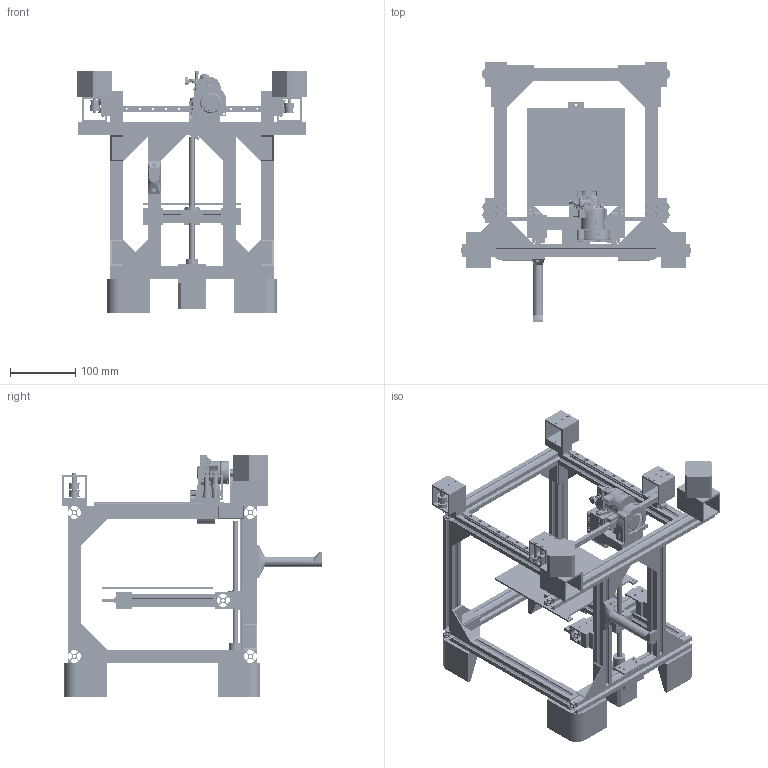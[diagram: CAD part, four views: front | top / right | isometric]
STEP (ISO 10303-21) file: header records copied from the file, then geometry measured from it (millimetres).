
FILE_DESCRIPTION(/* description */ (''),/* implementation_level */ '2;1');
FILE_NAME(/* name */ 'full v12.step',/* time_stamp */ '2025-10-05T16:24:10-07:00',/* author */ (''),/* organization */ (''),/* preprocessor_version */ 'ST-DEVELOPER v20.1',/* originating_system */ 'Autodesk Translation Framework v14.17.0.0',/* authorisation */ '');
FILE_SCHEMA (('AUTOMOTIVE_DESIGN { 1 0 10303 214 3 1 1 }'));
Products named in the file (148): full; y_top_left; x_top_front; y_top_right; x axis; mgn9-250mm; x pulley assy; x pulley assy_1; x pulley tube; x short-side spacer; x tall-side bearing holder; x tall-side spacer; LC pulley assy; LC large bearing holder (lower); LC spacer; RC pulley assy; corner pulley tube; m3; f695; f696; x short-side/c small bearing holder; RC large bearing holder (upper); RC spacer; corner pulley foundation; print head; Orbiter v2.0 mockup; Orbiter V2.0 Mockup_1; Gearset; Molded Gear Housing (65 teeth) v1; Nuts&Bolts; 97763A813; 91239A118; LatchShaft; Orbiter 8MM GoblinHubs V3 v3; FlyShaft2; Latch (1); HubHousing V5 With Logo; Orbiter Spider Shaft v4; Bearings; MR148ZZ v2 ...
Assembly tree (239 placements, depth 7):
  full
    y_top_left
    x_top_front
    y_top_right
    mgn9-200mm  x4
    x axis
      mgn9-250mm
      x pulley assy
        m3  x2
        x pulley tube
        x short-side/c small bearing holder
        f695  x4
        x short-side spacer
        x tall-side bearing holder
        x tall-side spacer
        rail carriage
      x pulley assy_1
        m3  x2
        x pulley tube
        x short-side/c small bearing holder
        f695  x4
        x short-side spacer
        x tall-side bearing holder
        x tall-side spacer
        rail carriage
    LC pulley assy
      corner pulley tube
      m3
      LC large bearing holder (lower)
      f696  x2
      x short-side/c small bearing holder
      f695  x2
      LC spacer
      corner pulley foundation
    RC pulley assy
      corner pulley tube
      m3
      f695  x2
      f696  x2
      x short-side/c small bearing holder
      RC large bearing holder (upper)
      RC spacer
      corner pulley foundation
    print head
      Orbiter v2.0 mockup
        Orbiter V2.0 Mockup_1
          Gearset
            Molded Gear Housing (65 teeth) v1
          Nuts&Bolts
            97763A813  x2
            91239A118  x2
            LatchShaft
            Orbiter 8MM GoblinHubs V3 v3
              FlyShaft2
          Latch (1)
          HubHousing V5 With Logo
          Orbiter Spider Shaft v4
          Bearings
            MR148ZZ v2
              _MR148ZZ Outer Ring
Bounding box: 352.06 x 399.05 x 372.06 mm (x, y, z)
Volume: 1527256.5 mm3; surface area: 1139327.2 mm2
Topology: 338 solids, 343 shells, 9816 faces, 25115 edges, 16293 vertices
Faces by surface type: plane 4794, cylinder 3283, bspline 872, torus 570, cone 241, sphere 56
Full cylindrical faces by diameter (mm): 0.18 x202, 0.4 x21, 0.5 x6, 0.6 x3, 0.8 x16, 1 x6, 1.2 x6, 1.5 x1, 1.666 x1, 1.875 x1, 1.9 x1, 1.917 x8, 2 x12, 2.075 x5, 2.35 x97, 2.4 x1, 2.43 x6, 2.45 x1, 2.47 x1, 2.5 x4, 2.52 x1, 2.529 x8, 2.58 x5, 2.6 x2, 3 x96, 3.086 x8, 3.168 x1, 3.2 x4, 3.3 x6, 3.4 x103
Entity records: 383414 total; most frequent: CARTESIAN_POINT 172025, ORIENTED_EDGE 43696, DIRECTION 41462, EDGE_CURVE 21848, AXIS2_PLACEMENT_3D 14418, VERTEX_POINT 14231, LINE 12626, VECTOR 12626
